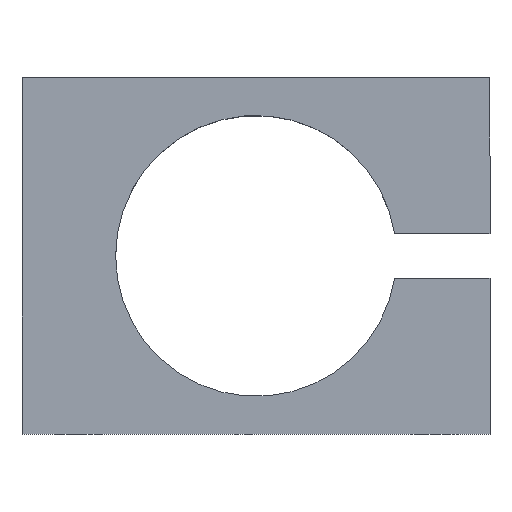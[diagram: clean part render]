
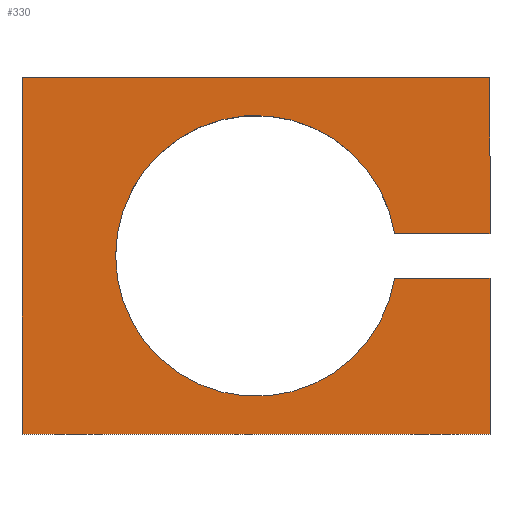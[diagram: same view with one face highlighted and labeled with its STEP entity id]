
A CAD part, top view. The second image highlights one B-rep face of the part: STEP entity #330.
In plain terms, the highlighted planar face has unit normal (0, 0, 1).
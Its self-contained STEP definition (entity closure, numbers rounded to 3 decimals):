
#3 = EDGE_CURVE ( 'NONE', #113, #523, #718, .T. ) ;
#7 = VERTEX_POINT ( 'NONE', #254 ) ;
#15 = CARTESIAN_POINT ( 'NONE',  ( 52.5, 5., 25. ) ) ;
#21 = CARTESIAN_POINT ( 'NONE',  ( -52.5, 40., 25. ) ) ;
#27 = CARTESIAN_POINT ( 'NONE',  ( 52.5, 40., 25. ) ) ;
#28 = CARTESIAN_POINT ( 'NONE',  ( -31.5, 0., 25. ) ) ;
#30 = DIRECTION ( 'NONE',  ( 0., 0., -1. ) ) ;
#33 = VECTOR ( 'NONE', #495, 1000. ) ;
#40 = DIRECTION ( 'NONE',  ( 1., 0., 0. ) ) ;
#41 = LINE ( 'NONE', #27, #504 ) ;
#67 = AXIS2_PLACEMENT_3D ( 'NONE', #769, #403, #40 ) ;
#73 = CARTESIAN_POINT ( 'NONE',  ( 52.5, -5., 25. ) ) ;
#75 = CARTESIAN_POINT ( 'NONE',  ( 31.101, -5., 25. ) ) ;
#82 = LINE ( 'NONE', #429, #540 ) ;
#113 = VERTEX_POINT ( 'NONE', #573 ) ;
#122 = LINE ( 'NONE', #529, #749 ) ;
#123 = VERTEX_POINT ( 'NONE', #206 ) ;
#124 = CIRCLE ( 'NONE', #67, 31.5 ) ;
#131 = EDGE_CURVE ( 'NONE', #523, #145, #739, .T. ) ;
#145 = VERTEX_POINT ( 'NONE', #28 ) ;
#192 = CARTESIAN_POINT ( 'NONE',  ( 31.101, 5., 25. ) ) ;
#206 = CARTESIAN_POINT ( 'NONE',  ( -52.5, 40., 25. ) ) ;
#221 = PLANE ( 'NONE',  #234 ) ;
#226 = EDGE_CURVE ( 'NONE', #7, #422, #353, .T. ) ;
#234 = AXIS2_PLACEMENT_3D ( 'NONE', #464, #770, #405 ) ;
#240 = CARTESIAN_POINT ( 'NONE',  ( -52.5, -40., 25. ) ) ;
#253 = ORIENTED_EDGE ( 'NONE', *, *, #385, .T. ) ;
#254 = CARTESIAN_POINT ( 'NONE',  ( 31.101, 5., 25. ) ) ;
#258 = ORIENTED_EDGE ( 'NONE', *, *, #589, .T. ) ;
#270 = LINE ( 'NONE', #73, #733 ) ;
#290 = ORIENTED_EDGE ( 'NONE', *, *, #226, .T. ) ;
#306 = ORIENTED_EDGE ( 'NONE', *, *, #665, .T. ) ;
#310 = DIRECTION ( 'NONE',  ( -1., 0., 0. ) ) ;
#330 = ADVANCED_FACE ( 'NONE', ( #468 ), #221, .T. ) ;
#343 = CARTESIAN_POINT ( 'NONE',  ( 52.5, -40., 25. ) ) ;
#348 = ORIENTED_EDGE ( 'NONE', *, *, #509, .T. ) ;
#353 = LINE ( 'NONE', #192, #658 ) ;
#359 = ORIENTED_EDGE ( 'NONE', *, *, #131, .T. ) ;
#383 = EDGE_LOOP ( 'NONE', ( #348, #472, #253, #386, #359, #306, #290, #258, #525 ) ) ;
#385 = EDGE_CURVE ( 'NONE', #693, #113, #270, .T. ) ;
#386 = ORIENTED_EDGE ( 'NONE', *, *, #3, .T. ) ;
#393 = CARTESIAN_POINT ( 'NONE',  ( 0., 0., 25. ) ) ;
#403 = DIRECTION ( 'NONE',  ( 0., 0., -1. ) ) ;
#405 = DIRECTION ( 'NONE',  ( 1., 0., 0. ) ) ;
#413 = AXIS2_PLACEMENT_3D ( 'NONE', #393, #30, #457 ) ;
#421 = DIRECTION ( 'NONE',  ( -1., 0., 0. ) ) ;
#422 = VERTEX_POINT ( 'NONE', #15 ) ;
#429 = CARTESIAN_POINT ( 'NONE',  ( -52.5, -40., 25. ) ) ;
#450 = VERTEX_POINT ( 'NONE', #499 ) ;
#457 = DIRECTION ( 'NONE',  ( 1., 0., 0. ) ) ;
#464 = CARTESIAN_POINT ( 'NONE',  ( 0., 0., 25. ) ) ;
#468 = FACE_OUTER_BOUND ( 'NONE', #383, .T. ) ;
#472 = ORIENTED_EDGE ( 'NONE', *, *, #775, .T. ) ;
#490 = DIRECTION ( 'NONE',  ( 1., 0., 0. ) ) ;
#495 = DIRECTION ( 'NONE',  ( 0., -1., 0. ) ) ;
#497 = CARTESIAN_POINT ( 'NONE',  ( 31.101, -5., 25. ) ) ;
#499 = CARTESIAN_POINT ( 'NONE',  ( 52.5, 40., 25. ) ) ;
#504 = VECTOR ( 'NONE', #755, 1000. ) ;
#509 = EDGE_CURVE ( 'NONE', #123, #744, #515, .T. ) ;
#515 = LINE ( 'NONE', #21, #33 ) ;
#523 = VERTEX_POINT ( 'NONE', #75 ) ;
#525 = ORIENTED_EDGE ( 'NONE', *, *, #727, .T. ) ;
#529 = CARTESIAN_POINT ( 'NONE',  ( -52.5, 40., 25. ) ) ;
#540 = VECTOR ( 'NONE', #490, 1000. ) ;
#549 = VECTOR ( 'NONE', #310, 1000. ) ;
#552 = DIRECTION ( 'NONE',  ( 1., 0., 0. ) ) ;
#556 = DIRECTION ( 'NONE',  ( 0., 1., 0. ) ) ;
#573 = CARTESIAN_POINT ( 'NONE',  ( 52.5, -5., 25. ) ) ;
#589 = EDGE_CURVE ( 'NONE', #422, #450, #41, .T. ) ;
#658 = VECTOR ( 'NONE', #552, 1000. ) ;
#665 = EDGE_CURVE ( 'NONE', #145, #7, #124, .T. ) ;
#693 = VERTEX_POINT ( 'NONE', #343 ) ;
#718 = LINE ( 'NONE', #497, #549 ) ;
#727 = EDGE_CURVE ( 'NONE', #450, #123, #122, .T. ) ;
#733 = VECTOR ( 'NONE', #556, 1000. ) ;
#739 = CIRCLE ( 'NONE', #413, 31.5 ) ;
#744 = VERTEX_POINT ( 'NONE', #240 ) ;
#749 = VECTOR ( 'NONE', #421, 1000. ) ;
#755 = DIRECTION ( 'NONE',  ( 0., 1., 0. ) ) ;
#769 = CARTESIAN_POINT ( 'NONE',  ( 0., 0., 25. ) ) ;
#770 = DIRECTION ( 'NONE',  ( 0., 0., 1. ) ) ;
#775 = EDGE_CURVE ( 'NONE', #744, #693, #82, .T. ) ;
